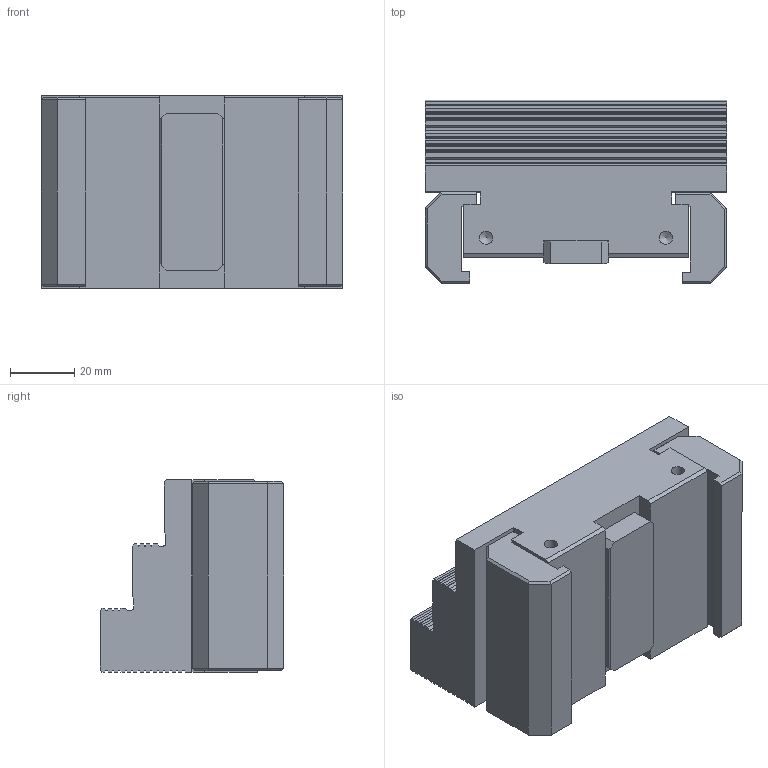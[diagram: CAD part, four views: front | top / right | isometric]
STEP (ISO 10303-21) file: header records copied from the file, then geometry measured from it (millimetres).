
FILE_DESCRIPTION((''),'2;1');
FILE_NAME('300-0094-007-Kunde.stp','2011-01-28T09:39:26',('maier'),(''),'Autodesk Inventor 2010','Autodesk Inventor 2010','');
FILE_SCHEMA(('AUTOMOTIVE_DESIGN { 1 0 10303 214 1 1 1 1 }'));
Length unit declared in the file: millimetre
Products named in the file (1): 300-0094-007-Kunde
Bounding box: 94.1 x 57.3 x 60 mm (x, y, z)
Volume: 225502.7 mm3; surface area: 38605 mm2
Topology: 1 solids, 1 shells, 179 faces, 518 edges, 338 vertices
Faces by surface type: plane 149, cylinder 23, bspline 5, cone 2
Full cylindrical faces by diameter (mm): 4.134 x2
Entity records: 5978 total; most frequent: CARTESIAN_POINT 1087, ORIENTED_EDGE 1008, DIRECTION 904, EDGE_CURVE 504, VECTOR 454, LINE 454, VERTEX_POINT 332, AXIS2_PLACEMENT_3D 225
